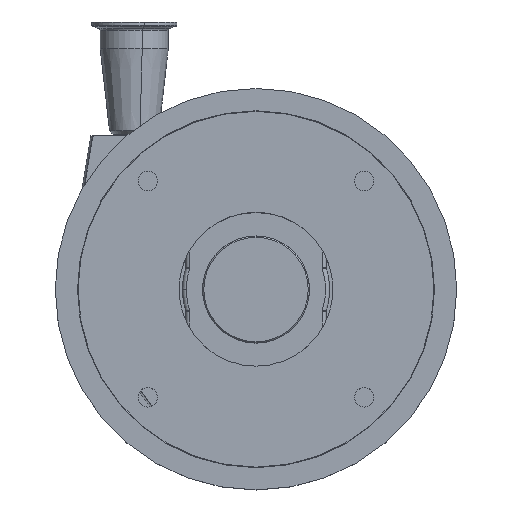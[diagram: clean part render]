
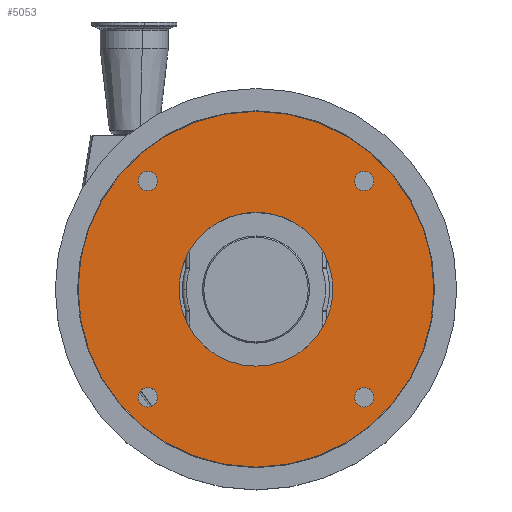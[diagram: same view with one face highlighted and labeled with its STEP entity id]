
A CAD part, top view. The second image highlights one B-rep face of the part: STEP entity #5053.
In plain terms, the highlighted planar face has unit normal (0, 0, 1).
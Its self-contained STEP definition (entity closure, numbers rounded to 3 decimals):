
#1 = EDGE_CURVE ( 'NONE', #9051, #8390, #590, .T. ) ;
#69 = DIRECTION ( 'NONE',  ( 1., 0., 0. ) ) ;
#77 = AXIS2_PLACEMENT_3D ( 'NONE', #4550, #9091, #69 ) ;
#123 = VERTEX_POINT ( 'NONE', #3221 ) ;
#241 = CARTESIAN_POINT ( 'NONE',  ( 0., 0., -9. ) ) ;
#274 = CIRCLE ( 'NONE', #6268, 7.25 ) ;
#415 = CARTESIAN_POINT ( 'NONE',  ( 80.822, 80.822, -9. ) ) ;
#440 = DIRECTION ( 'NONE',  ( 1., 0., 0. ) ) ;
#590 = CIRCLE ( 'NONE', #8724, 7.25 ) ;
#640 = EDGE_LOOP ( 'NONE', ( #11071, #919 ) ) ;
#739 = CIRCLE ( 'NONE', #7540, 7.25 ) ;
#752 = DIRECTION ( 'NONE',  ( 0., 0., 1. ) ) ;
#774 = AXIS2_PLACEMENT_3D ( 'NONE', #5686, #11984, #4595 ) ;
#798 = EDGE_CURVE ( 'NONE', #123, #11586, #6224, .T. ) ;
#919 = ORIENTED_EDGE ( 'NONE', *, *, #11952, .F. ) ;
#988 = DIRECTION ( 'NONE',  ( 1., 0., 0. ) ) ;
#1013 = CARTESIAN_POINT ( 'NONE',  ( -73.572, -80.822, -9. ) ) ;
#1146 = FACE_BOUND ( 'NONE', #7401, .T. ) ;
#1200 = CARTESIAN_POINT ( 'NONE',  ( 0., 0., -9. ) ) ;
#1331 = DIRECTION ( 'NONE',  ( 0., 0., 1. ) ) ;
#1388 = CIRCLE ( 'NONE', #1962, 57.5 ) ;
#1492 = VERTEX_POINT ( 'NONE', #9249 ) ;
#1508 = AXIS2_PLACEMENT_3D ( 'NONE', #11798, #11682, #6144 ) ;
#1518 = ORIENTED_EDGE ( 'NONE', *, *, #3854, .F. ) ;
#1741 = ORIENTED_EDGE ( 'NONE', *, *, #798, .F. ) ;
#1962 = AXIS2_PLACEMENT_3D ( 'NONE', #10578, #5949, #440 ) ;
#2045 = EDGE_LOOP ( 'NONE', ( #6260, #10806 ) ) ;
#2141 = CIRCLE ( 'NONE', #774, 7.25 ) ;
#2142 = EDGE_CURVE ( 'NONE', #1492, #9553, #4330, .T. ) ;
#2449 = CARTESIAN_POINT ( 'NONE',  ( -132.95, 0., -9. ) ) ;
#2452 = CARTESIAN_POINT ( 'NONE',  ( -57.5, 0., -9. ) ) ;
#2678 = CIRCLE ( 'NONE', #1508, 7.25 ) ;
#2699 = CARTESIAN_POINT ( 'NONE',  ( 80.822, 80.822, -9. ) ) ;
#2935 = CARTESIAN_POINT ( 'NONE',  ( -80.822, 80.822, -9. ) ) ;
#3024 = ORIENTED_EDGE ( 'NONE', *, *, #9642, .F. ) ;
#3216 = DIRECTION ( 'NONE',  ( 0., 0., 1. ) ) ;
#3221 = CARTESIAN_POINT ( 'NONE',  ( 73.572, 80.822, -9. ) ) ;
#3399 = DIRECTION ( 'NONE',  ( 0., 0., 1. ) ) ;
#3486 = DIRECTION ( 'NONE',  ( 1., 0., 0. ) ) ;
#3557 = ORIENTED_EDGE ( 'NONE', *, *, #6082, .F. ) ;
#3660 = CIRCLE ( 'NONE', #5956, 132.95 ) ;
#3854 = EDGE_CURVE ( 'NONE', #7929, #8986, #274, .T. ) ;
#3872 = DIRECTION ( 'NONE',  ( 0., 0., 1. ) ) ;
#3953 = DIRECTION ( 'NONE',  ( 0., 0., 1. ) ) ;
#4330 = CIRCLE ( 'NONE', #77, 57.5 ) ;
#4550 = CARTESIAN_POINT ( 'NONE',  ( 0., 0., -9. ) ) ;
#4595 = DIRECTION ( 'NONE',  ( 1., 0., 0. ) ) ;
#4778 = ORIENTED_EDGE ( 'NONE', *, *, #1, .F. ) ;
#5038 = DIRECTION ( 'NONE',  ( 1., 0., 0. ) ) ;
#5053 = ADVANCED_FACE ( 'NONE', ( #9455, #1146, #7587, #6676, #9402, #6546 ), #11158, .T. ) ;
#5263 = ORIENTED_EDGE ( 'NONE', *, *, #6629, .F. ) ;
#5521 = VERTEX_POINT ( 'NONE', #9443 ) ;
#5596 = CIRCLE ( 'NONE', #11789, 7.25 ) ;
#5658 = AXIS2_PLACEMENT_3D ( 'NONE', #2699, #7138, #8229 ) ;
#5686 = CARTESIAN_POINT ( 'NONE',  ( -80.822, -80.822, -9. ) ) ;
#5741 = DIRECTION ( 'NONE',  ( 1., 0., 0. ) ) ;
#5764 = VERTEX_POINT ( 'NONE', #2449 ) ;
#5790 = EDGE_LOOP ( 'NONE', ( #3557, #6821 ) ) ;
#5812 = CIRCLE ( 'NONE', #7960, 7.25 ) ;
#5949 = DIRECTION ( 'NONE',  ( 0., 0., 1. ) ) ;
#5956 = AXIS2_PLACEMENT_3D ( 'NONE', #10552, #1331, #5038 ) ;
#6002 = VERTEX_POINT ( 'NONE', #8832 ) ;
#6066 = CARTESIAN_POINT ( 'NONE',  ( -80.822, 80.822, -9. ) ) ;
#6082 = EDGE_CURVE ( 'NONE', #6169, #5521, #2678, .T. ) ;
#6144 = DIRECTION ( 'NONE',  ( 1., 0., 0. ) ) ;
#6169 = VERTEX_POINT ( 'NONE', #1013 ) ;
#6224 = CIRCLE ( 'NONE', #5658, 7.25 ) ;
#6260 = ORIENTED_EDGE ( 'NONE', *, *, #6618, .T. ) ;
#6268 = AXIS2_PLACEMENT_3D ( 'NONE', #6066, #3399, #7058 ) ;
#6546 = FACE_BOUND ( 'NONE', #640, .T. ) ;
#6618 = EDGE_CURVE ( 'NONE', #6002, #5764, #3660, .T. ) ;
#6629 = EDGE_CURVE ( 'NONE', #11586, #123, #739, .T. ) ;
#6676 = FACE_BOUND ( 'NONE', #11028, .T. ) ;
#6736 = CARTESIAN_POINT ( 'NONE',  ( 73.572, -80.822, -9. ) ) ;
#6821 = ORIENTED_EDGE ( 'NONE', *, *, #9510, .F. ) ;
#7058 = DIRECTION ( 'NONE',  ( 1., 0., 0. ) ) ;
#7138 = DIRECTION ( 'NONE',  ( 0., 0., 1. ) ) ;
#7247 = ORIENTED_EDGE ( 'NONE', *, *, #8193, .F. ) ;
#7401 = EDGE_LOOP ( 'NONE', ( #7247, #1518 ) ) ;
#7478 = CARTESIAN_POINT ( 'NONE',  ( -73.572, 80.822, -9. ) ) ;
#7540 = AXIS2_PLACEMENT_3D ( 'NONE', #415, #3216, #10608 ) ;
#7549 = DIRECTION ( 'NONE',  ( 0., 0., 1. ) ) ;
#7570 = CARTESIAN_POINT ( 'NONE',  ( 80.822, -80.822, -9. ) ) ;
#7587 = FACE_BOUND ( 'NONE', #5790, .T. ) ;
#7917 = EDGE_LOOP ( 'NONE', ( #5263, #1741 ) ) ;
#7929 = VERTEX_POINT ( 'NONE', #8288 ) ;
#7960 = AXIS2_PLACEMENT_3D ( 'NONE', #11792, #752, #3486 ) ;
#8003 = CARTESIAN_POINT ( 'NONE',  ( 88.072, -80.822, -9. ) ) ;
#8193 = EDGE_CURVE ( 'NONE', #8986, #7929, #5596, .T. ) ;
#8229 = DIRECTION ( 'NONE',  ( 1., 0., 0. ) ) ;
#8288 = CARTESIAN_POINT ( 'NONE',  ( -88.072, 80.822, -9. ) ) ;
#8390 = VERTEX_POINT ( 'NONE', #8003 ) ;
#8724 = AXIS2_PLACEMENT_3D ( 'NONE', #7570, #3872, #9556 ) ;
#8832 = CARTESIAN_POINT ( 'NONE',  ( 132.95, 0., -9. ) ) ;
#8986 = VERTEX_POINT ( 'NONE', #7478 ) ;
#9051 = VERTEX_POINT ( 'NONE', #6736 ) ;
#9091 = DIRECTION ( 'NONE',  ( 0., 0., 1. ) ) ;
#9249 = CARTESIAN_POINT ( 'NONE',  ( 57.5, 0., -9. ) ) ;
#9394 = DIRECTION ( 'NONE',  ( 0., 0., 1. ) ) ;
#9402 = FACE_BOUND ( 'NONE', #7917, .T. ) ;
#9443 = CARTESIAN_POINT ( 'NONE',  ( -88.072, -80.822, -9. ) ) ;
#9455 = FACE_OUTER_BOUND ( 'NONE', #2045, .T. ) ;
#9510 = EDGE_CURVE ( 'NONE', #5521, #6169, #2141, .T. ) ;
#9515 = DIRECTION ( 'NONE',  ( 1., 0., 0. ) ) ;
#9553 = VERTEX_POINT ( 'NONE', #2452 ) ;
#9556 = DIRECTION ( 'NONE',  ( 1., 0., 0. ) ) ;
#9642 = EDGE_CURVE ( 'NONE', #8390, #9051, #5812, .T. ) ;
#10189 = CARTESIAN_POINT ( 'NONE',  ( 88.072, 80.822, -9. ) ) ;
#10210 = AXIS2_PLACEMENT_3D ( 'NONE', #241, #3953, #9515 ) ;
#10552 = CARTESIAN_POINT ( 'NONE',  ( 0., 0., -9. ) ) ;
#10578 = CARTESIAN_POINT ( 'NONE',  ( 0., 0., -9. ) ) ;
#10608 = DIRECTION ( 'NONE',  ( 1., 0., 0. ) ) ;
#10806 = ORIENTED_EDGE ( 'NONE', *, *, #11375, .T. ) ;
#11028 = EDGE_LOOP ( 'NONE', ( #3024, #4778 ) ) ;
#11071 = ORIENTED_EDGE ( 'NONE', *, *, #2142, .F. ) ;
#11158 = PLANE ( 'NONE',  #10210 ) ;
#11290 = CIRCLE ( 'NONE', #11664, 132.95 ) ;
#11375 = EDGE_CURVE ( 'NONE', #5764, #6002, #11290, .T. ) ;
#11586 = VERTEX_POINT ( 'NONE', #10189 ) ;
#11664 = AXIS2_PLACEMENT_3D ( 'NONE', #1200, #9394, #5741 ) ;
#11682 = DIRECTION ( 'NONE',  ( 0., 0., 1. ) ) ;
#11789 = AXIS2_PLACEMENT_3D ( 'NONE', #2935, #7549, #988 ) ;
#11792 = CARTESIAN_POINT ( 'NONE',  ( 80.822, -80.822, -9. ) ) ;
#11798 = CARTESIAN_POINT ( 'NONE',  ( -80.822, -80.822, -9. ) ) ;
#11952 = EDGE_CURVE ( 'NONE', #9553, #1492, #1388, .T. ) ;
#11984 = DIRECTION ( 'NONE',  ( 0., 0., 1. ) ) ;
